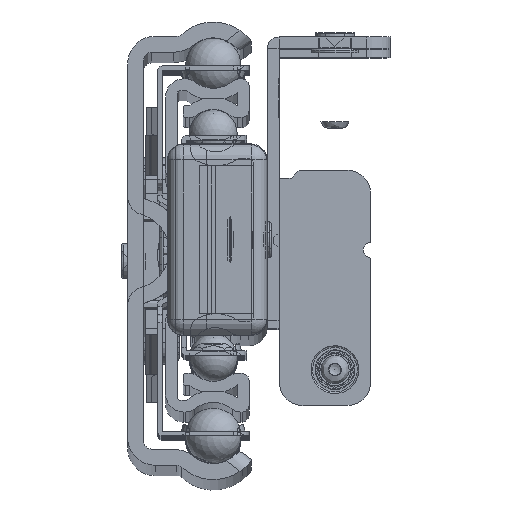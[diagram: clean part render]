
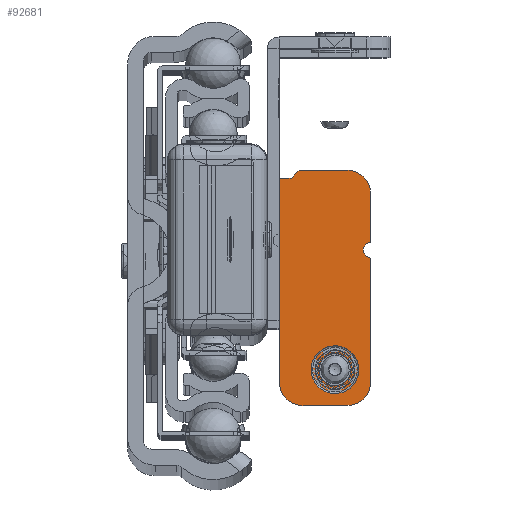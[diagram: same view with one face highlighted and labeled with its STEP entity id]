
A CAD part, top view. The second image highlights one B-rep face of the part: STEP entity #92681.
In plain terms, the highlighted planar face has unit normal (0, 0, 1).
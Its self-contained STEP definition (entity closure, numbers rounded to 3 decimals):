
#999=FACE_BOUND('',#23838,.T.);
#3197=LINE('',#131721,#10143);
#3201=LINE('',#131729,#10147);
#3213=LINE('',#131764,#10159);
#3216=LINE('',#131772,#10162);
#3219=LINE('',#131780,#10165);
#3264=LINE('',#131890,#10210);
#3266=LINE('',#131896,#10212);
#3267=LINE('',#131897,#10213);
#10143=VECTOR('',#107558,10.);
#10147=VECTOR('',#107564,10.);
#10159=VECTOR('',#107594,10.);
#10162=VECTOR('',#107603,10.);
#10165=VECTOR('',#107612,10.);
#10210=VECTOR('',#107709,10.);
#10212=VECTOR('',#107719,10.);
#10213=VECTOR('',#107720,10.);
#16508=PLANE('',#97959);
#19036=FACE_OUTER_BOUND('',#23837,.T.);
#23837=EDGE_LOOP('',(#61917,#61918,#61919,#61920,#61921,#61922,#61923,#61924,
#61925,#61926,#61927,#61928));
#23838=EDGE_LOOP('',(#61929));
#28690=CIRCLE('',#97922,3.);
#28691=CIRCLE('',#97925,3.);
#28692=CIRCLE('',#97928,3.);
#28693=CIRCLE('',#97931,2.05);
#28694=CIRCLE('',#97933,1.);
#36275=VERTEX_POINT('',#131719);
#36276=VERTEX_POINT('',#131720);
#36279=VERTEX_POINT('',#131728);
#36291=VERTEX_POINT('',#131756);
#36292=VERTEX_POINT('',#131757);
#36293=VERTEX_POINT('',#131762);
#36294=VERTEX_POINT('',#131766);
#36295=VERTEX_POINT('',#131770);
#36296=VERTEX_POINT('',#131774);
#36297=VERTEX_POINT('',#131775);
#36298=VERTEX_POINT('',#131782);
#36299=VERTEX_POINT('',#131786);
#36336=VERTEX_POINT('',#131889);
#46257=EDGE_CURVE('',#36275,#36276,#3197,.T.);
#46261=EDGE_CURVE('',#36279,#36275,#3201,.T.);
#46275=EDGE_CURVE('',#36291,#36292,#28690,.T.);
#46279=EDGE_CURVE('',#36293,#36291,#3213,.T.);
#46280=EDGE_CURVE('',#36294,#36293,#28691,.T.);
#46283=EDGE_CURVE('',#36295,#36294,#3216,.T.);
#46284=EDGE_CURVE('',#36296,#36297,#28692,.T.);
#46287=EDGE_CURVE('',#36279,#36296,#3219,.T.);
#46288=EDGE_CURVE('',#36298,#36298,#28693,.T.);
#46291=EDGE_CURVE('',#36295,#36299,#28694,.T.);
#46342=EDGE_CURVE('',#36292,#36336,#3264,.T.);
#46346=EDGE_CURVE('',#36276,#36336,#3266,.T.);
#46347=EDGE_CURVE('',#36297,#36299,#3267,.T.);
#61917=ORIENTED_EDGE('',*,*,#46257,.T.);
#61918=ORIENTED_EDGE('',*,*,#46346,.T.);
#61919=ORIENTED_EDGE('',*,*,#46342,.F.);
#61920=ORIENTED_EDGE('',*,*,#46275,.F.);
#61921=ORIENTED_EDGE('',*,*,#46279,.F.);
#61922=ORIENTED_EDGE('',*,*,#46280,.F.);
#61923=ORIENTED_EDGE('',*,*,#46283,.F.);
#61924=ORIENTED_EDGE('',*,*,#46291,.T.);
#61925=ORIENTED_EDGE('',*,*,#46347,.F.);
#61926=ORIENTED_EDGE('',*,*,#46284,.F.);
#61927=ORIENTED_EDGE('',*,*,#46287,.F.);
#61928=ORIENTED_EDGE('',*,*,#46261,.T.);
#61929=ORIENTED_EDGE('',*,*,#46288,.T.);
#92681=ADVANCED_FACE('',(#19036,#999),#16508,.T.);
#97922=AXIS2_PLACEMENT_3D('',#131758,#107587,#107588);
#97925=AXIS2_PLACEMENT_3D('',#131767,#107597,#107598);
#97928=AXIS2_PLACEMENT_3D('',#131776,#107606,#107607);
#97931=AXIS2_PLACEMENT_3D('',#131783,#107615,#107616);
#97933=AXIS2_PLACEMENT_3D('',#131788,#107621,#107622);
#97959=AXIS2_PLACEMENT_3D('',#131895,#107717,#107718);
#107558=DIRECTION('',(-1.,0.,0.));
#107564=DIRECTION('',(-0.707,-0.707,0.));
#107587=DIRECTION('center_axis',(0.,0.,
-1.));
#107588=DIRECTION('ref_axis',(-0.707,-0.707,0.));
#107594=DIRECTION('',(-1.,0.,0.));
#107597=DIRECTION('center_axis',(0.,0.,
-1.));
#107598=DIRECTION('ref_axis',(0.707,-0.707,0.));
#107603=DIRECTION('',(0.,-1.,0.));
#107606=DIRECTION('center_axis',(0.,0.,
-1.));
#107607=DIRECTION('ref_axis',(0.707,0.707,0.));
#107612=DIRECTION('',(1.,0.,0.));
#107615=DIRECTION('center_axis',(0.,0.,
-1.));
#107616=DIRECTION('ref_axis',(-1.,0.,0.));
#107621=DIRECTION('center_axis',(0.,0.,
-1.));
#107622=DIRECTION('ref_axis',(0.,-1.,0.));
#107709=DIRECTION('',(0.,1.,0.));
#107717=DIRECTION('center_axis',(0.,0.,
1.));
#107718=DIRECTION('ref_axis',(1.,0.,0.));
#107719=DIRECTION('',(0.,-1.,0.));
#107720=DIRECTION('',(0.,-1.,0.));
#131719=CARTESIAN_POINT('',(9.75,9.,427.));
#131720=CARTESIAN_POINT('',(8.25,9.,427.));
#131721=CARTESIAN_POINT('',(10.866,9.,427.));
#131728=CARTESIAN_POINT('',(10.75,10.,427.));
#131729=CARTESIAN_POINT('',(8.433,7.683,427.));
#131756=CARTESIAN_POINT('',(11.25,-19.5,427.));
#131757=CARTESIAN_POINT('',(8.25,-16.5,427.));
#131758=CARTESIAN_POINT('Origin',(11.25,-16.5,427.));
#131762=CARTESIAN_POINT('',(16.75,-19.5,427.));
#131764=CARTESIAN_POINT('',(19.75,-19.5,427.));
#131766=CARTESIAN_POINT('',(19.75,-16.5,427.));
#131767=CARTESIAN_POINT('Origin',(16.75,-16.5,427.));
#131770=CARTESIAN_POINT('',(19.75,-1.,427.));
#131772=CARTESIAN_POINT('',(19.75,10.,427.));
#131774=CARTESIAN_POINT('',(16.75,10.,427.));
#131775=CARTESIAN_POINT('',(19.75,7.,427.));
#131776=CARTESIAN_POINT('Origin',(16.75,7.,427.));
#131780=CARTESIAN_POINT('',(8.25,10.,427.));
#131782=CARTESIAN_POINT('',(17.3,-15.,427.));
#131783=CARTESIAN_POINT('Origin',(15.25,-15.,427.));
#131786=CARTESIAN_POINT('',(19.75,1.,427.));
#131788=CARTESIAN_POINT('Origin',(19.75,0.,427.));
#131889=CARTESIAN_POINT('',(8.25,-9.,427.));
#131890=CARTESIAN_POINT('',(8.25,-19.5,427.));
#131895=CARTESIAN_POINT('Origin',(13.482,0.,
427.));
#131896=CARTESIAN_POINT('',(8.25,0.,427.));
#131897=CARTESIAN_POINT('',(19.75,10.,427.));
